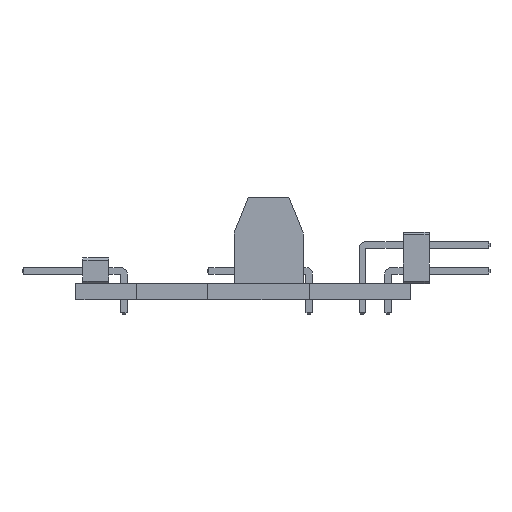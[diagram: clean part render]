
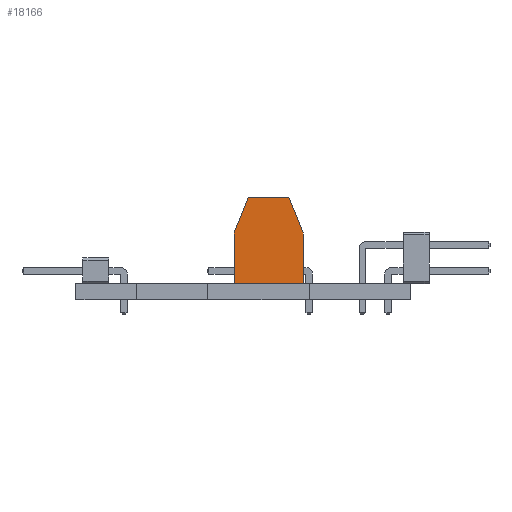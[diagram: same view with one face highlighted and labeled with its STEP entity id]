
A CAD part, front view. The second image highlights one B-rep face of the part: STEP entity #18166.
In plain terms, the highlighted face is planar.
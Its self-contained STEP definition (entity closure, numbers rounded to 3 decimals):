
#17733 = EDGE_CURVE('',#17734,#17736,#17738,.T.);
#17734 = VERTEX_POINT('',#17735);
#17735 = CARTESIAN_POINT('',(5.25,-2.,8.465));
#17736 = VERTEX_POINT('',#17737);
#17737 = CARTESIAN_POINT('',(5.25,2.,8.465));
#17738 = LINE('',#17739,#17740);
#17739 = CARTESIAN_POINT('',(5.25,-2.,8.465));
#17740 = VECTOR('',#17741,1.);
#17741 = DIRECTION('',(0.,1.,0.));
#17779 = EDGE_CURVE('',#17780,#17734,#17782,.T.);
#17780 = VERTEX_POINT('',#17781);
#17781 = CARTESIAN_POINT('',(5.25,-3.4,5.));
#17782 = LINE('',#17783,#17784);
#17783 = CARTESIAN_POINT('',(5.25,-3.4,5.));
#17784 = VECTOR('',#17785,1.);
#17785 = DIRECTION('',(0.,0.375,0.927));
#17810 = EDGE_CURVE('',#17811,#17736,#17813,.T.);
#17811 = VERTEX_POINT('',#17812);
#17812 = CARTESIAN_POINT('',(5.25,3.4,5.));
#17813 = LINE('',#17814,#17815);
#17814 = CARTESIAN_POINT('',(5.25,3.4,5.));
#17815 = VECTOR('',#17816,1.);
#17816 = DIRECTION('',(0.,-0.375,0.927));
#18147 = VERTEX_POINT('',#18148);
#18148 = CARTESIAN_POINT('',(5.25,3.4,0.));
#18156 = EDGE_CURVE('',#18147,#17811,#18157,.T.);
#18157 = LINE('',#18158,#18159);
#18158 = CARTESIAN_POINT('',(5.25,3.4,0.));
#18159 = VECTOR('',#18160,1.);
#18160 = DIRECTION('',(0.,0.,1.));
#18166 = ADVANCED_FACE('',(#18167),#18187,.T.);
#18167 = FACE_BOUND('',#18168,.T.);
#18168 = EDGE_LOOP('',(#18169,#18177,#18178,#18179,#18180,#18181));
#18169 = ORIENTED_EDGE('',*,*,#18170,.F.);
#18170 = EDGE_CURVE('',#18147,#18171,#18173,.T.);
#18171 = VERTEX_POINT('',#18172);
#18172 = CARTESIAN_POINT('',(5.25,-3.4,0.));
#18173 = LINE('',#18174,#18175);
#18174 = CARTESIAN_POINT('',(5.25,3.4,0.));
#18175 = VECTOR('',#18176,1.);
#18176 = DIRECTION('',(0.,-1.,0.));
#18177 = ORIENTED_EDGE('',*,*,#18156,.T.);
#18178 = ORIENTED_EDGE('',*,*,#17810,.T.);
#18179 = ORIENTED_EDGE('',*,*,#17733,.F.);
#18180 = ORIENTED_EDGE('',*,*,#17779,.F.);
#18181 = ORIENTED_EDGE('',*,*,#18182,.F.);
#18182 = EDGE_CURVE('',#18171,#17780,#18183,.T.);
#18183 = LINE('',#18184,#18185);
#18184 = CARTESIAN_POINT('',(5.25,-3.4,0.));
#18185 = VECTOR('',#18186,1.);
#18186 = DIRECTION('',(0.,0.,1.));
#18187 = PLANE('',#18188);
#18188 = AXIS2_PLACEMENT_3D('',#18189,#18190,#18191);
#18189 = CARTESIAN_POINT('',(5.25,-3.4,0.));
#18190 = DIRECTION('',(1.,0.,0.));
#18191 = DIRECTION('',(0.,1.,0.));
